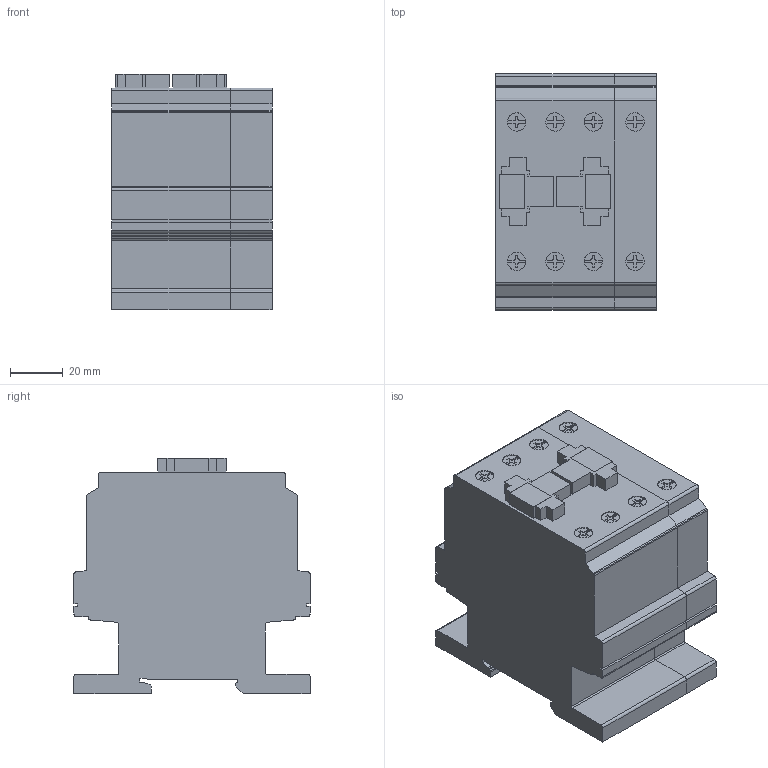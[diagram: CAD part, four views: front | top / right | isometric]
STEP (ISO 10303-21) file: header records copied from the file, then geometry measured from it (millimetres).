
FILE_DESCRIPTION(/* description */ (''),/* implementation_level */ '2;1');
FILE_NAME(/* name */ '3d_BF26T0A02460.stp',/* time_stamp */ '2019-03-18T11:16:48+01:00',/* author */ ('Andrzej'),/* organization */ (''),/* preprocessor_version */ 'ST-DEVELOPER v16.13',/* originating_system */ 'AutoCAD Mechanical',/* authorisation */ '');
FILE_SCHEMA (('AUTOMOTIVE_DESIGN { 1 0 10303 214 3 1 1 }'));
Length unit declared in the file: millimetre
Products named in the file (1): Product
Bounding box: 61 x 90 x 89.8 mm (x, y, z)
Volume: 386573.7 mm3; surface area: 54592 mm2
Topology: 6 solids, 6 shells, 415 faces, 1811 edges, 2034 vertices
Faces by surface type: plane 345, cylinder 70
Full cylindrical faces by diameter (mm): 7 x8
Entity records: 18453 total; most frequent: CARTESIAN_POINT 4257, DIRECTION 2856, ORIENTED_EDGE 2362, LINE 1582, VECTOR 1582, EDGE_CURVE 1181, VERTEX_POINT 794, AXIS2_PLACEMENT_3D 637
